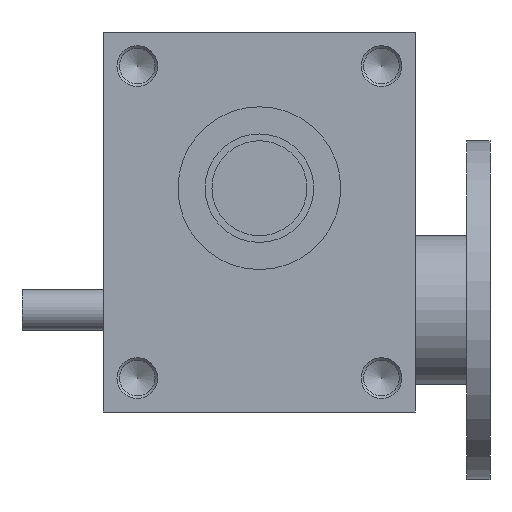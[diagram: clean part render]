
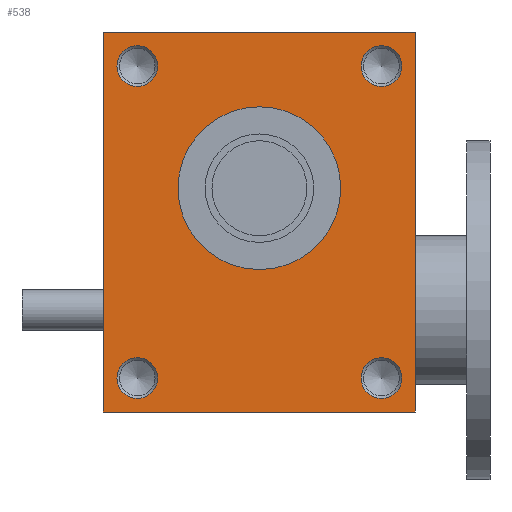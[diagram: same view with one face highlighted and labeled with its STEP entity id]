
A CAD part, front view. The second image highlights one B-rep face of the part: STEP entity #538.
In plain terms, the highlighted planar face has unit normal (0, -1, 0).
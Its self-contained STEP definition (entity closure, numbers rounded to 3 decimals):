
#538 = ADVANCED_FACE( '', ( #1192, #1193, #1194, #1195, #1196, #1197 ), #1198, .F. );
#1192 = FACE_BOUND( '', #1983, .T. );
#1193 = FACE_BOUND( '', #1984, .T. );
#1194 = FACE_BOUND( '', #1985, .T. );
#1195 = FACE_BOUND( '', #1986, .T. );
#1196 = FACE_BOUND( '', #1987, .T. );
#1197 = FACE_OUTER_BOUND( '', #1988, .T. );
#1198 = PLANE( '', #1989 );
#1983 = EDGE_LOOP( '', ( #3254 ) );
#1984 = EDGE_LOOP( '', ( #3255 ) );
#1985 = EDGE_LOOP( '', ( #3256 ) );
#1986 = EDGE_LOOP( '', ( #3257 ) );
#1987 = EDGE_LOOP( '', ( #3258 ) );
#1988 = EDGE_LOOP( '', ( #3259, #3260, #3261, #3262 ) );
#1989 = AXIS2_PLACEMENT_3D( '', #3263, #3264, #3265 );
#3254 = ORIENTED_EDGE( '', *, *, #4575, .F. );
#3255 = ORIENTED_EDGE( '', *, *, #4345, .F. );
#3256 = ORIENTED_EDGE( '', *, *, #4566, .F. );
#3257 = ORIENTED_EDGE( '', *, *, #4145, .F. );
#3258 = ORIENTED_EDGE( '', *, *, #4576, .T. );
#3259 = ORIENTED_EDGE( '', *, *, #4577, .T. );
#3260 = ORIENTED_EDGE( '', *, *, #4241, .F. );
#3261 = ORIENTED_EDGE( '', *, *, #4578, .F. );
#3262 = ORIENTED_EDGE( '', *, *, #4411, .T. );
#3263 = CARTESIAN_POINT( '', ( -115., -88., 140. ) );
#3264 = DIRECTION( '', ( 0., 1., 0. ) );
#3265 = DIRECTION( '', ( 0., 0., 1. ) );
#4145 = EDGE_CURVE( '', #4821, #4821, #4822, .T. );
#4241 = EDGE_CURVE( '', #4987, #4982, #4989, .T. );
#4345 = EDGE_CURVE( '', #5161, #5161, #5162, .T. );
#4411 = EDGE_CURVE( '', #5271, #5269, #5272, .T. );
#4566 = EDGE_CURVE( '', #5499, #5499, #5500, .T. );
#4575 = EDGE_CURVE( '', #5512, #5512, #5513, .T. );
#4576 = EDGE_CURVE( '', #5514, #5514, #5515, .T. );
#4577 = EDGE_CURVE( '', #5269, #4982, #5516, .T. );
#4578 = EDGE_CURVE( '', #5271, #4987, #5517, .T. );
#4821 = VERTEX_POINT( '', #5798 );
#4822 = CIRCLE( '', #5799, 15. );
#4982 = VERTEX_POINT( '', #6019 );
#4987 = VERTEX_POINT( '', #6026 );
#4989 = LINE( '', #6029, #6030 );
#5161 = VERTEX_POINT( '', #6249 );
#5162 = CIRCLE( '', #6250, 15. );
#5269 = VERTEX_POINT( '', #6389 );
#5271 = VERTEX_POINT( '', #6392 );
#5272 = LINE( '', #6393, #6394 );
#5499 = VERTEX_POINT( '', #6705 );
#5500 = CIRCLE( '', #6706, 15. );
#5512 = VERTEX_POINT( '', #6720 );
#5513 = CIRCLE( '', #6721, 15. );
#5514 = VERTEX_POINT( '', #6722 );
#5515 = CIRCLE( '', #6723, 60. );
#5516 = LINE( '', #6724, #6725 );
#5517 = LINE( '', #6726, #6727 );
#5798 = CARTESIAN_POINT( '', ( 90., -88., -130. ) );
#5799 = AXIS2_PLACEMENT_3D( '', #7060, #7061, #7062 );
#6019 = CARTESIAN_POINT( '', ( 115., -88., -140. ) );
#6026 = CARTESIAN_POINT( '', ( 115., -88., 140. ) );
#6029 = CARTESIAN_POINT( '', ( 115., -88., 140. ) );
#6030 = VECTOR( '', #7212, 1000. );
#6249 = CARTESIAN_POINT( '', ( -90., -88., 100. ) );
#6250 = AXIS2_PLACEMENT_3D( '', #7350, #7351, #7352 );
#6389 = CARTESIAN_POINT( '', ( -115., -88., -140. ) );
#6392 = CARTESIAN_POINT( '', ( -115., -88., 140. ) );
#6393 = CARTESIAN_POINT( '', ( -115., -88., 140. ) );
#6394 = VECTOR( '', #7434, 1000. );
#6705 = CARTESIAN_POINT( '', ( 90., -88., 100. ) );
#6706 = AXIS2_PLACEMENT_3D( '', #7627, #7628, #7629 );
#6720 = CARTESIAN_POINT( '', ( -90., -88., -130. ) );
#6721 = AXIS2_PLACEMENT_3D( '', #7641, #7642, #7643 );
#6722 = CARTESIAN_POINT( '', ( 60., -88., 25. ) );
#6723 = AXIS2_PLACEMENT_3D( '', #7644, #7645, #7646 );
#6724 = CARTESIAN_POINT( '', ( -115., -88., -140. ) );
#6725 = VECTOR( '', #7647, 1000. );
#6726 = CARTESIAN_POINT( '', ( -115., -88., 140. ) );
#6727 = VECTOR( '', #7648, 1000. );
#7060 = CARTESIAN_POINT( '', ( 90., -88., -115. ) );
#7061 = DIRECTION( '', ( 0., -1., 0. ) );
#7062 = DIRECTION( '', ( 0., 0., -1. ) );
#7212 = DIRECTION( '', ( 0., 0., -1. ) );
#7350 = CARTESIAN_POINT( '', ( -90., -88., 115. ) );
#7351 = DIRECTION( '', ( 0., -1., 0. ) );
#7352 = DIRECTION( '', ( 0., 0., -1. ) );
#7434 = DIRECTION( '', ( 0., 0., -1. ) );
#7627 = CARTESIAN_POINT( '', ( 90., -88., 115. ) );
#7628 = DIRECTION( '', ( 0., -1., 0. ) );
#7629 = DIRECTION( '', ( 0., 0., -1. ) );
#7641 = CARTESIAN_POINT( '', ( -90., -88., -115. ) );
#7642 = DIRECTION( '', ( 0., -1., 0. ) );
#7643 = DIRECTION( '', ( 0., 0., -1. ) );
#7644 = CARTESIAN_POINT( '', ( 0., -88., 25. ) );
#7645 = DIRECTION( '', ( 0., 1., 0. ) );
#7646 = DIRECTION( '', ( 1., 0., 0. ) );
#7647 = DIRECTION( '', ( 1., 0., 0. ) );
#7648 = DIRECTION( '', ( 1., 0., 0. ) );
